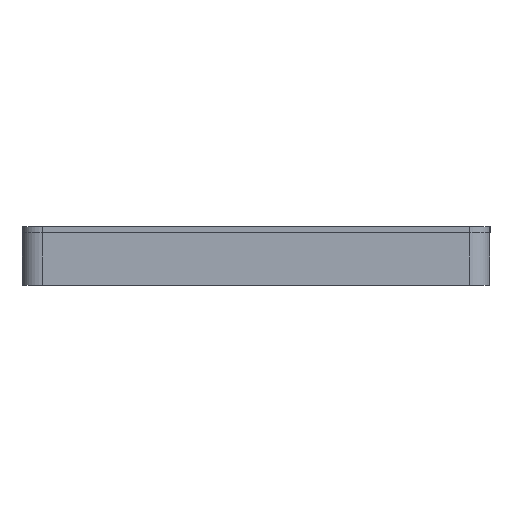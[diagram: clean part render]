
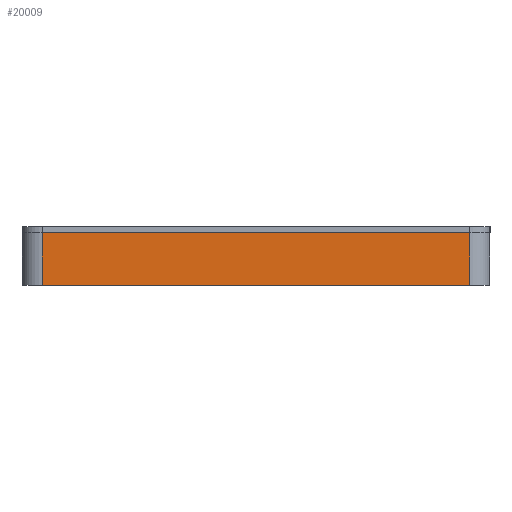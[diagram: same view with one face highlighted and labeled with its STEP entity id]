
A CAD part, left-side view. The second image highlights one B-rep face of the part: STEP entity #20009.
In plain terms, the highlighted planar face has unit normal (-1, 0, 0).
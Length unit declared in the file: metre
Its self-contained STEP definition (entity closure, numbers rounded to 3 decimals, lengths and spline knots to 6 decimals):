
#6033=ORIENTED_EDGE('',*,*,#10209,.F.);
#6034=ORIENTED_EDGE('',*,*,#10221,.T.);
#6035=ORIENTED_EDGE('',*,*,#10222,.T.);
#6036=ORIENTED_EDGE('',*,*,#10223,.T.);
#10209=EDGE_CURVE('',#12616,#12617,#14333,.T.);
#10221=EDGE_CURVE('',#12616,#12628,#14343,.T.);
#10222=EDGE_CURVE('',#12628,#12629,#14344,.T.);
#10223=EDGE_CURVE('',#12629,#12617,#14345,.F.);
#12616=VERTEX_POINT('',#32958);
#12617=VERTEX_POINT('',#32960);
#12628=VERTEX_POINT('',#32984);
#12629=VERTEX_POINT('',#32986);
#14333=LINE('',#32959,#16044);
#14343=LINE('',#32983,#16054);
#14344=LINE('',#32985,#16055);
#14345=LINE('',#32987,#16056);
#16044=VECTOR('',#25563,1.);
#16054=VECTOR('',#25579,1.);
#16055=VECTOR('',#25580,1.);
#16056=VECTOR('',#25581,1.);
#17313=EDGE_LOOP('',(#6033,#6034,#6035,#6036));
#18538=FACE_BOUND('',#17313,.T.);
#19252=PLANE('',#21617);
#20009=ADVANCED_FACE('',(#18538),#19252,.F.);
#21617=AXIS2_PLACEMENT_3D('',#32982,#25577,#25578);
#25563=DIRECTION('',(0.,-1.,0.));
#25577=DIRECTION('',(1.,0.,0.));
#25578=DIRECTION('',(0.,0.,-1.));
#25579=DIRECTION('',(0.,0.,-1.));
#25580=DIRECTION('',(0.,-1.,0.));
#25581=DIRECTION('',(0.,0.,-1.));
#32958=CARTESIAN_POINT('',(-0.209679,0.066055,0.013));
#32959=CARTESIAN_POINT('',(-0.209679,0.01343,0.013));
#32960=CARTESIAN_POINT('',(-0.209679,-0.039195,0.013));
#32982=CARTESIAN_POINT('',(-0.209679,0.01343,0.013));
#32983=CARTESIAN_POINT('',(-0.209679,0.066055,0.));
#32984=CARTESIAN_POINT('',(-0.209679,0.066055,0.));
#32985=CARTESIAN_POINT('',(-0.209679,0.01343,0.));
#32986=CARTESIAN_POINT('',(-0.209679,-0.039195,0.));
#32987=CARTESIAN_POINT('',(-0.209679,-0.039195,0.013));
